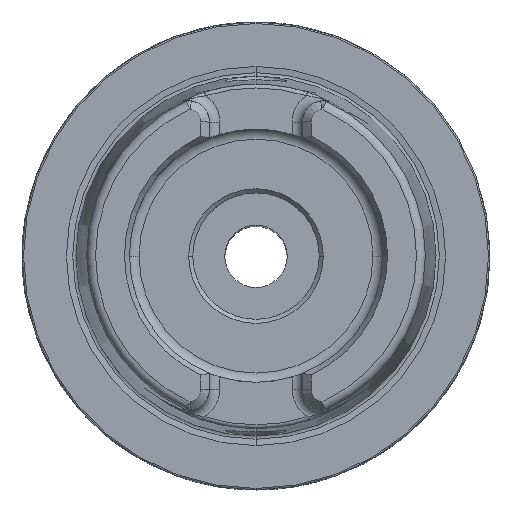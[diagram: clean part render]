
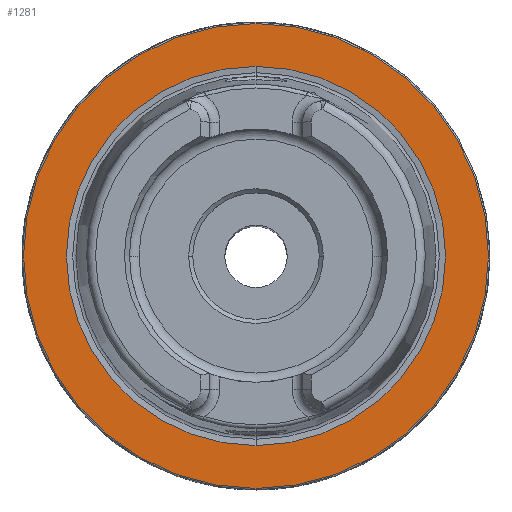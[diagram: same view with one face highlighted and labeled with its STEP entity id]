
A CAD part, top view. The second image highlights one B-rep face of the part: STEP entity #1281.
In plain terms, the highlighted planar face has unit normal (0, 0, 1).
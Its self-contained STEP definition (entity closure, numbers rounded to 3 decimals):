
#241 = VERTEX_POINT ( 'NONE', #1672 ) ;
#501 = CIRCLE ( 'NONE', #10733, 31.27 ) ;
#812 = DIRECTION ( 'NONE',  ( 0., 0., 1. ) ) ;
#1207 = EDGE_CURVE ( 'NONE', #3265, #8627, #9365, .T. ) ;
#1281 = ADVANCED_FACE ( 'NONE', ( #2237, #9094 ), #9338, .T. ) ;
#1298 = CARTESIAN_POINT ( 'NONE',  ( 0., 31.27, 0. ) ) ;
#1672 = CARTESIAN_POINT ( 'NONE',  ( 0., -25.5, 0. ) ) ;
#1958 = CARTESIAN_POINT ( 'NONE',  ( 0., 0., 0. ) ) ;
#2237 = FACE_OUTER_BOUND ( 'NONE', #2687, .T. ) ;
#2687 = EDGE_LOOP ( 'NONE', ( #7533, #11145 ) ) ;
#2836 = DIRECTION ( 'NONE',  ( 0., 1., 0. ) ) ;
#3059 = CARTESIAN_POINT ( 'NONE',  ( 0., 25.5, 0. ) ) ;
#3265 = VERTEX_POINT ( 'NONE', #1298 ) ;
#3753 = CIRCLE ( 'NONE', #7310, 25.5 ) ;
#4536 = AXIS2_PLACEMENT_3D ( 'NONE', #11070, #812, #6583 ) ;
#4616 = CARTESIAN_POINT ( 'NONE',  ( 0., 31.47, 0. ) ) ;
#4873 = DIRECTION ( 'NONE',  ( 0., 0., 1. ) ) ;
#5014 = CARTESIAN_POINT ( 'NONE',  ( 0., 0., 0. ) ) ;
#5890 = DIRECTION ( 'NONE',  ( 0., 1., 0. ) ) ;
#5944 = AXIS2_PLACEMENT_3D ( 'NONE', #5014, #10929, #5890 ) ;
#6254 = VERTEX_POINT ( 'NONE', #3059 ) ;
#6534 = CARTESIAN_POINT ( 'NONE',  ( 0., -31.27, 0. ) ) ;
#6583 = DIRECTION ( 'NONE',  ( 0., -1., 0. ) ) ;
#6979 = EDGE_LOOP ( 'NONE', ( #8116, #7105 ) ) ;
#7105 = ORIENTED_EDGE ( 'NONE', *, *, #10978, .T. ) ;
#7310 = AXIS2_PLACEMENT_3D ( 'NONE', #1958, #7986, #2836 ) ;
#7433 = EDGE_CURVE ( 'NONE', #8627, #3265, #501, .T. ) ;
#7533 = ORIENTED_EDGE ( 'NONE', *, *, #7433, .T. ) ;
#7986 = DIRECTION ( 'NONE',  ( 0., 0., -1. ) ) ;
#8116 = ORIENTED_EDGE ( 'NONE', *, *, #9848, .T. ) ;
#8627 = VERTEX_POINT ( 'NONE', #6534 ) ;
#9094 = FACE_BOUND ( 'NONE', #6979, .T. ) ;
#9222 = CIRCLE ( 'NONE', #5944, 25.5 ) ;
#9338 = PLANE ( 'NONE',  #10239 ) ;
#9365 = CIRCLE ( 'NONE', #4536, 31.27 ) ;
#9703 = DIRECTION ( 'NONE',  ( 0., 0., 1. ) ) ;
#9848 = EDGE_CURVE ( 'NONE', #241, #6254, #3753, .T. ) ;
#9956 = CARTESIAN_POINT ( 'NONE',  ( 0., 0., 0. ) ) ;
#10239 = AXIS2_PLACEMENT_3D ( 'NONE', #4616, #9703, #10867 ) ;
#10733 = AXIS2_PLACEMENT_3D ( 'NONE', #9956, #4873, #10795 ) ;
#10795 = DIRECTION ( 'NONE',  ( 0., -1., 0. ) ) ;
#10867 = DIRECTION ( 'NONE',  ( 0., -1., 0. ) ) ;
#10929 = DIRECTION ( 'NONE',  ( 0., 0., -1. ) ) ;
#10978 = EDGE_CURVE ( 'NONE', #6254, #241, #9222, .T. ) ;
#11070 = CARTESIAN_POINT ( 'NONE',  ( 0., 0., 0. ) ) ;
#11145 = ORIENTED_EDGE ( 'NONE', *, *, #1207, .T. ) ;
